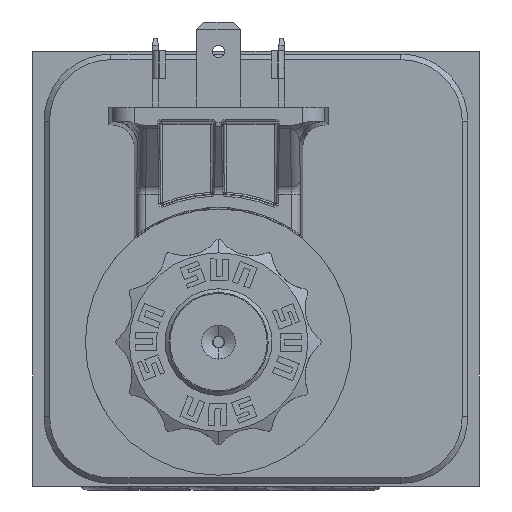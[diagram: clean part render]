
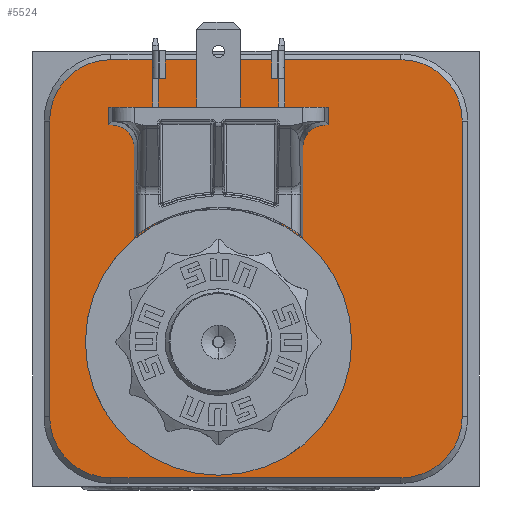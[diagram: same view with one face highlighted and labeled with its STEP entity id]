
A CAD part, left-side view. The second image highlights one B-rep face of the part: STEP entity #5524.
In plain terms, the highlighted planar face has unit normal (-1, 0, 0).
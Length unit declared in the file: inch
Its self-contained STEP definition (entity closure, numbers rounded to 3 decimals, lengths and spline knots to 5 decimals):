
#2683=CARTESIAN_POINT('',(0.,-2.062,2.047));
#2684=DIRECTION('',(1.,0.,0.));
#2685=DIRECTION('',(0.,0.,1.));
#2686=AXIS2_PLACEMENT_3D('',#2683,#2684,#2685);
#2697=CARTESIAN_POINT('',(0.,-1.04,0.808));
#2698=DIRECTION('',(1.,0.,0.));
#2699=DIRECTION('',(0.,0.,-1.));
#2700=AXIS2_PLACEMENT_3D('',#2697,#2698,#2699);
#2702=CARTESIAN_POINT('',(0.,-1.04,0.808));
#2703=DIRECTION('',(1.,0.,0.));
#2704=DIRECTION('',(0.,0.,1.));
#2705=AXIS2_PLACEMENT_3D('',#2702,#2703,#2704);
#2707=DIRECTION('',(0.,0.,-1.));
#2708=VECTOR('',#2707,1.656);
#2709=CARTESIAN_POINT('',(0.,-2.406,2.047));
#2710=LINE('',#2709,#2708);
#2727=CARTESIAN_POINT('',(0.,-2.062,0.391));
#2728=DIRECTION('',(1.,0.,0.));
#2729=DIRECTION('',(0.,-1.,0.));
#2730=AXIS2_PLACEMENT_3D('',#2727,#2728,#2729);
#2745=DIRECTION('',(0.,1.,0.));
#2746=VECTOR('',#2745,1.625);
#2747=CARTESIAN_POINT('',(0.,-2.062,0.047));
#2748=LINE('',#2747,#2746);
#2761=CARTESIAN_POINT('',(0.,-0.437,0.391));
#2762=DIRECTION('',(1.,0.,0.));
#2763=DIRECTION('',(0.,0.,-1.));
#2764=AXIS2_PLACEMENT_3D('',#2761,#2762,#2763);
#2775=DIRECTION('',(0.,0.,1.));
#2776=VECTOR('',#2775,1.656);
#2777=CARTESIAN_POINT('',(0.,-0.093,0.391));
#2778=LINE('',#2777,#2776);
#2795=CARTESIAN_POINT('',(0.,-0.437,2.047));
#2796=DIRECTION('',(1.,0.,0.));
#2797=DIRECTION('',(0.,1.,0.));
#2798=AXIS2_PLACEMENT_3D('',#2795,#2796,#2797);
#2809=DIRECTION('',(0.,-1.,0.));
#2810=VECTOR('',#2809,1.625);
#2811=CARTESIAN_POINT('',(0.,-0.437,2.391));
#2812=LINE('',#2811,#2810);
#3368=CARTESIAN_POINT('',(0.,-2.062,0.047));
#3369=CARTESIAN_POINT('',(0.,-0.437,0.047));
#3370=VERTEX_POINT('',#3368);
#3371=VERTEX_POINT('',#3369);
#3376=CARTESIAN_POINT('',(0.,-0.093,0.391));
#3377=VERTEX_POINT('',#3376);
#3380=CARTESIAN_POINT('',(0.,-0.093,2.047));
#3381=VERTEX_POINT('',#3380);
#3384=CARTESIAN_POINT('',(0.,-0.437,2.391));
#3385=VERTEX_POINT('',#3384);
#3388=CARTESIAN_POINT('',(0.,-2.062,2.391));
#3389=VERTEX_POINT('',#3388);
#3392=CARTESIAN_POINT('',(0.,-2.406,2.047));
#3393=VERTEX_POINT('',#3392);
#3396=CARTESIAN_POINT('',(0.,-2.406,0.391));
#3397=VERTEX_POINT('',#3396);
#3440=CARTESIAN_POINT('',(0.,-1.04,0.268));
#3441=CARTESIAN_POINT('',(0.,-1.04,1.348));
#3442=VERTEX_POINT('',#3440);
#3443=VERTEX_POINT('',#3441);
#5496=CARTESIAN_POINT('',(0.,0.,0.));
#5497=DIRECTION('',(-1.,0.,0.));
#5498=DIRECTION('',(0.,-1.,0.));
#5499=AXIS2_PLACEMENT_3D('',#5496,#5497,#5498);
#5500=PLANE('',#5499);
#5501=ORIENTED_EDGE('',*,*,#5486,.T.);
#5503=ORIENTED_EDGE('',*,*,#5502,.T.);
#5505=ORIENTED_EDGE('',*,*,#5504,.T.);
#5507=ORIENTED_EDGE('',*,*,#5506,.T.);
#5509=ORIENTED_EDGE('',*,*,#5508,.T.);
#5511=ORIENTED_EDGE('',*,*,#5510,.T.);
#5513=ORIENTED_EDGE('',*,*,#5512,.T.);
#5515=ORIENTED_EDGE('',*,*,#5514,.T.);
#5516=EDGE_LOOP('',(#5501,#5503,#5505,#5507,#5509,#5511,#5513,#5515));
#5517=FACE_OUTER_BOUND('',#5516,.F.);
#5519=ORIENTED_EDGE('',*,*,#5518,.F.);
#5521=ORIENTED_EDGE('',*,*,#5520,.F.);
#5522=EDGE_LOOP('',(#5519,#5521));
#5523=FACE_BOUND('',#5522,.F.);
#5524=ADVANCED_FACE('',(#5517,#5523),#5500,.T.);
#2687=CIRCLE('',#2686,0.344);
#2701=CIRCLE('',#2700,0.54);
#2706=CIRCLE('',#2705,0.54);
#2731=CIRCLE('',#2730,0.344);
#2765=CIRCLE('',#2764,0.344);
#2799=CIRCLE('',#2798,0.344);
#5486=EDGE_CURVE('',#3389,#3393,#2687,.T.);
#5502=EDGE_CURVE('',#3393,#3397,#2710,.T.);
#5504=EDGE_CURVE('',#3397,#3370,#2731,.T.);
#5506=EDGE_CURVE('',#3370,#3371,#2748,.T.);
#5508=EDGE_CURVE('',#3371,#3377,#2765,.T.);
#5510=EDGE_CURVE('',#3377,#3381,#2778,.T.);
#5512=EDGE_CURVE('',#3381,#3385,#2799,.T.);
#5514=EDGE_CURVE('',#3385,#3389,#2812,.T.);
#5518=EDGE_CURVE('',#3442,#3443,#2701,.T.);
#5520=EDGE_CURVE('',#3443,#3442,#2706,.T.);
